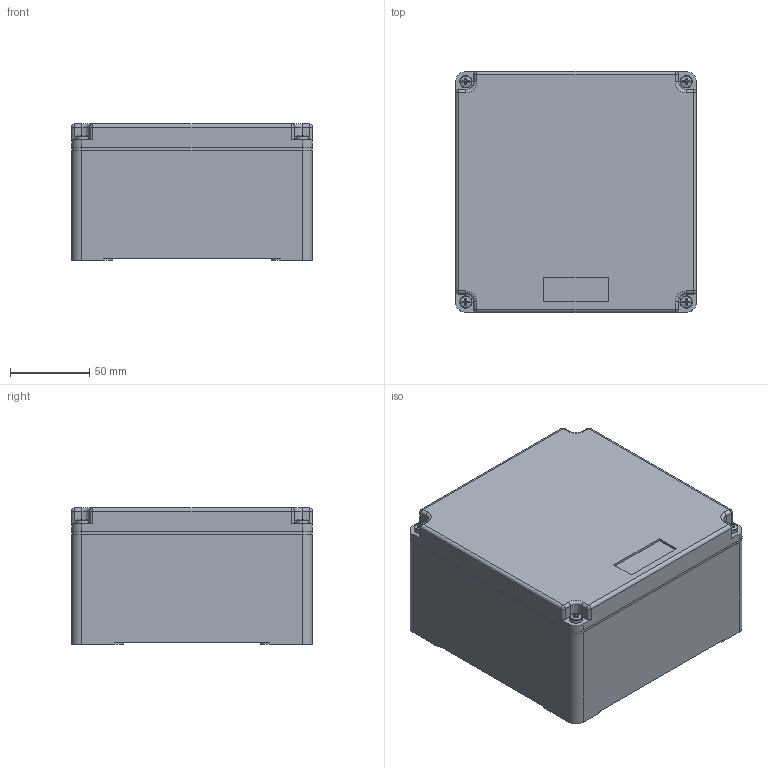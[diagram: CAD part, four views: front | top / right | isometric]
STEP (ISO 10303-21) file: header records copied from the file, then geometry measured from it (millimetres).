
FILE_DESCRIPTION(('Creo Elements/Direct Modeling STEP Export'),'2;1');
FILE_NAME('0ln7uvk43skdg4k844','2016-07-25T 8:54:01',(''),(''),'PTC Creo Elements/Direct Modeling STEP processor for AP214 (Solid Model)','PTC Creo Elements/Direct Modeling 19.0B 21-Mar-2015 (C) Parametric Technology GmbH','');
FILE_SCHEMA(('AUTOMOTIVE_DESIGN { 1 0 10303 214 1 1 1 1 }'));
Length unit declared in the file: millimetre
Products named in the file (3): BOX; COVER; AP_1515
Assembly tree (2 placements, depth 2):
  AP_1515
    COVER
    BOX
Bounding box: 152.02 x 152.02 x 86 mm (x, y, z)
Volume: 391805.8 mm3; surface area: 205639.5 mm2
Topology: 2 solids, 6 shells, 995 faces, 2666 edges, 1757 vertices
Faces by surface type: plane 786, cylinder 169, sphere 20, torus 16, cone 4
Entity records: 29873 total; most frequent: ORIENTED_EDGE 5316, CARTESIAN_POINT 5211, DIRECTION 4778, EDGE_CURVE 2658, VECTOR 2130, LINE 2130, VERTEX_POINT 1757, AXIS2_PLACEMENT_3D 1324
